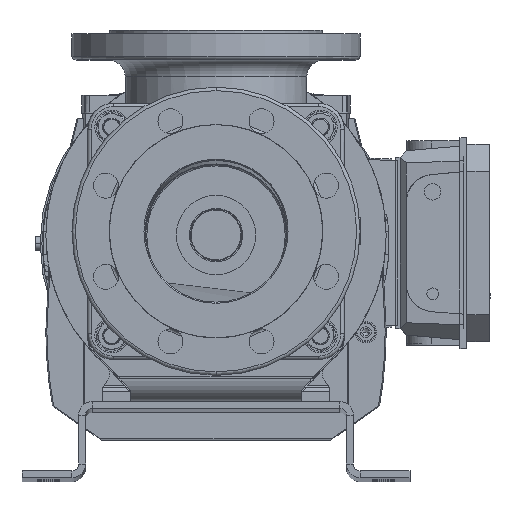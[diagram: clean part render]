
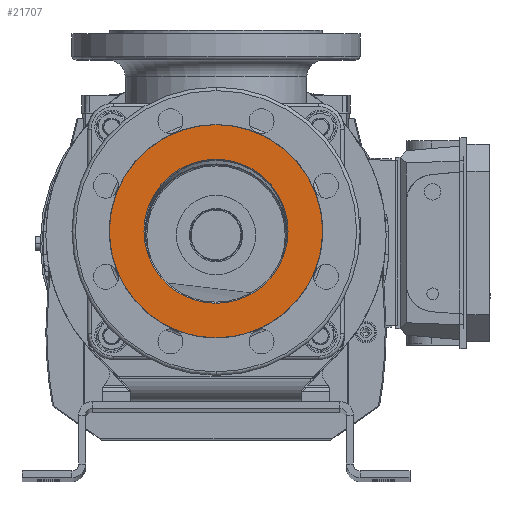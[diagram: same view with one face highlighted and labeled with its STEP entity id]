
A CAD part, top view. The second image highlights one B-rep face of the part: STEP entity #21707.
In plain terms, the highlighted planar face has unit normal (0, 0, 1).
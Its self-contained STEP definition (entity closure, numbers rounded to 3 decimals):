
#6344 = CARTESIAN_POINT ( 'NONE',  ( 750.19, 1000.706, 2685.129 ) ) ;
#6585 = EDGE_LOOP ( 'NONE', ( #7306, #77539 ) ) ;
#7306 = ORIENTED_EDGE ( 'NONE', *, *, #30323, .T. ) ;
#12134 = DIRECTION ( 'NONE',  ( 0., 0., 1. ) ) ;
#14502 = EDGE_LOOP ( 'NONE', ( #89829, #30094 ) ) ;
#19219 = CIRCLE ( 'NONE', #82656, 94. ) ;
#20707 = FACE_OUTER_BOUND ( 'NONE', #14502, .T. ) ;
#21707 = ADVANCED_FACE ( 'NONE', ( #46646, #20707 ), #36330, .T. ) ;
#30094 = ORIENTED_EDGE ( 'NONE', *, *, #83492, .T. ) ;
#30323 = EDGE_CURVE ( 'NONE', #43261, #134031, #144642, .T. ) ;
#31805 = CARTESIAN_POINT ( 'NONE',  ( 750.19, 1094.706, 2685.129 ) ) ;
#36330 = PLANE ( 'NONE',  #73833 ) ;
#36976 = EDGE_CURVE ( 'NONE', #134031, #43261, #63434, .T. ) ;
#41053 = AXIS2_PLACEMENT_3D ( 'NONE', #31805, #72234, #153170 ) ;
#43261 = VERTEX_POINT ( 'NONE', #134171 ) ;
#43703 = CIRCLE ( 'NONE', #41053, 94. ) ;
#45923 = DIRECTION ( 'NONE',  ( 0., 0., -1. ) ) ;
#46646 = FACE_BOUND ( 'NONE', #6585, .T. ) ;
#50153 = DIRECTION ( 'NONE',  ( 0., -1., 0. ) ) ;
#50750 = DIRECTION ( 'NONE',  ( 0., -1., 0. ) ) ;
#56565 = VERTEX_POINT ( 'NONE', #6344 ) ;
#63434 = CIRCLE ( 'NONE', #82774, 63.5 ) ;
#72234 = DIRECTION ( 'NONE',  ( 0., 0., 1. ) ) ;
#72630 = DIRECTION ( 'NONE',  ( 0., -1., 0. ) ) ;
#73833 = AXIS2_PLACEMENT_3D ( 'NONE', #167230, #102599, #114593 ) ;
#77539 = ORIENTED_EDGE ( 'NONE', *, *, #36976, .T. ) ;
#78369 = CARTESIAN_POINT ( 'NONE',  ( 750.19, 1094.706, 2685.129 ) ) ;
#81344 = CARTESIAN_POINT ( 'NONE',  ( 750.19, 1188.706, 2685.129 ) ) ;
#82656 = AXIS2_PLACEMENT_3D ( 'NONE', #145719, #12134, #50153 ) ;
#82774 = AXIS2_PLACEMENT_3D ( 'NONE', #163959, #45923, #72630 ) ;
#83492 = EDGE_CURVE ( 'NONE', #92003, #56565, #19219, .T. ) ;
#89829 = ORIENTED_EDGE ( 'NONE', *, *, #128778, .T. ) ;
#92003 = VERTEX_POINT ( 'NONE', #81344 ) ;
#92359 = CARTESIAN_POINT ( 'NONE',  ( 750.19, 1158.206, 2685.129 ) ) ;
#95222 = AXIS2_PLACEMENT_3D ( 'NONE', #78369, #117894, #50750 ) ;
#102599 = DIRECTION ( 'NONE',  ( 0., 0., 1. ) ) ;
#114593 = DIRECTION ( 'NONE',  ( 0., -1., 0. ) ) ;
#117894 = DIRECTION ( 'NONE',  ( 0., 0., -1. ) ) ;
#128778 = EDGE_CURVE ( 'NONE', #56565, #92003, #43703, .T. ) ;
#134031 = VERTEX_POINT ( 'NONE', #92359 ) ;
#134171 = CARTESIAN_POINT ( 'NONE',  ( 750.19, 1031.206, 2685.129 ) ) ;
#144642 = CIRCLE ( 'NONE', #95222, 63.5 ) ;
#145719 = CARTESIAN_POINT ( 'NONE',  ( 750.19, 1094.706, 2685.129 ) ) ;
#153170 = DIRECTION ( 'NONE',  ( 0., -1., 0. ) ) ;
#163959 = CARTESIAN_POINT ( 'NONE',  ( 750.19, 1094.706, 2685.129 ) ) ;
#167230 = CARTESIAN_POINT ( 'NONE',  ( 750.19, 1094.706, 2685.129 ) ) ;
